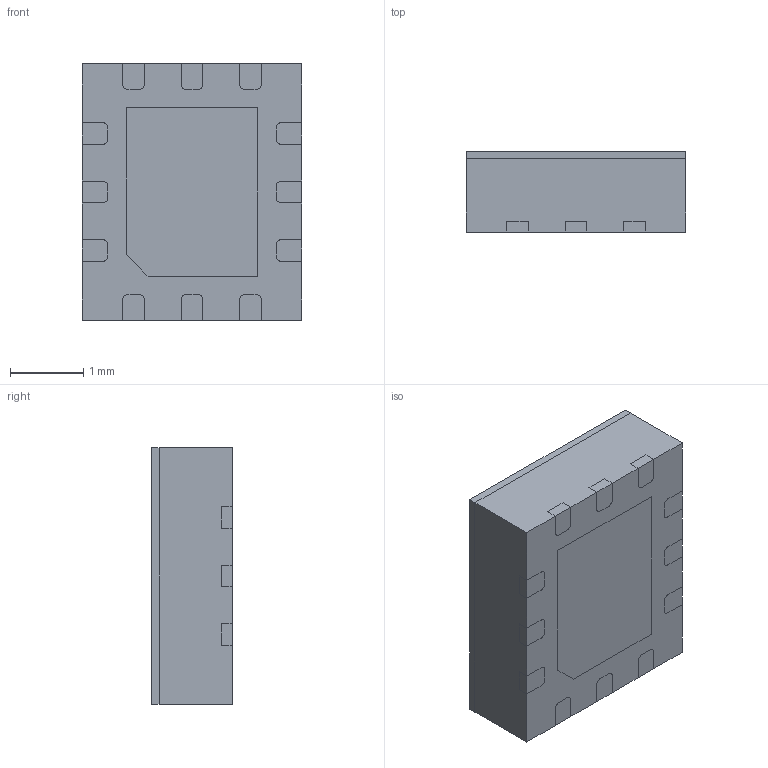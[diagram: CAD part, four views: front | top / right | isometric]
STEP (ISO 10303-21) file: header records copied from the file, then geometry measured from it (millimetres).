
FILE_DESCRIPTION (( 'STEP AP214' ), '1' );
FILE_NAME ('STC31-C-R3.STEP', '2025-01-29T21:37:51', ( '' ), ( '' ), 'SwSTEP 2.0', 'SolidWorks 2021', '' );
FILE_SCHEMA (( 'AUTOMOTIVE_DESIGN' ));
Length unit declared in the file: millimetre
Products named in the file (1): STC31-C-R3
Bounding box: 3 x 1.1 x 3.5 mm (x, y, z)
Volume: 11.5 mm3; surface area: 73.3 mm2
Topology: 16 solids, 16 shells, 199 faces, 498 edges, 332 vertices
Faces by surface type: plane 147, cylinder 48, cone 4
Entity records: 6089 total; most frequent: CARTESIAN_POINT 1030, DIRECTION 1002, ORIENTED_EDGE 996, EDGE_CURVE 498, VECTOR 394, LINE 394, VERTEX_POINT 332, AXIS2_PLACEMENT_3D 304
